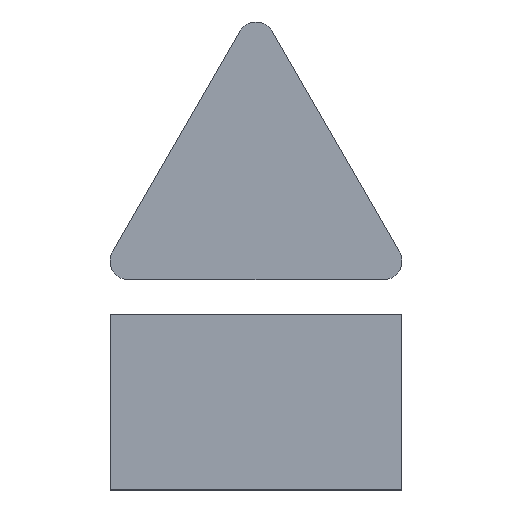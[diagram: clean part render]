
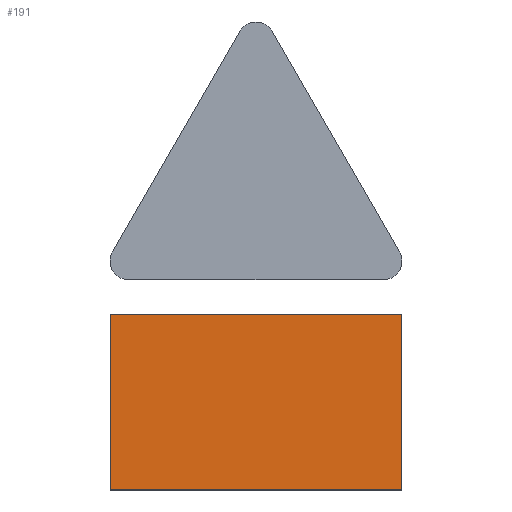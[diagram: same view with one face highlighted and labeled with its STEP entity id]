
A CAD part, top view. The second image highlights one B-rep face of the part: STEP entity #191.
In plain terms, the highlighted planar face has unit normal (0, 0, 1).
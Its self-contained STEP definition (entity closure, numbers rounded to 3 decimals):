
#183=AXIS2_PLACEMENT_3D('Plane Axis2P3D',#180,#181,#182) ;
#43=CARTESIAN_POINT('Vertex',(0.,15.,0.05)) ;
#57=CARTESIAN_POINT('Vertex',(0.,0.,0.05)) ;
#60=CARTESIAN_POINT('Line Origine',(0.,7.5,0.05)) ;
#96=CARTESIAN_POINT('Vertex',(25.,0.,0.05)) ;
#99=CARTESIAN_POINT('Line Origine',(12.5,0.,0.05)) ;
#128=CARTESIAN_POINT('Vertex',(25.,15.,0.05)) ;
#131=CARTESIAN_POINT('Line Origine',(25.,7.5,0.05)) ;
#154=CARTESIAN_POINT('Line Origine',(12.5,15.,0.05)) ;
#180=CARTESIAN_POINT('Axis2P3D Location',(12.5,25.893,0.05)) ;
#61=DIRECTION('Vector Direction',(0.,-1.,0.)) ;
#100=DIRECTION('Vector Direction',(-1.,0.,0.)) ;
#132=DIRECTION('Vector Direction',(0.,1.,0.)) ;
#155=DIRECTION('Vector Direction',(1.,0.,0.)) ;
#181=DIRECTION('Axis2P3D Direction',(0.,0.,1.)) ;
#182=DIRECTION('Axis2P3D XDirection',(1.,0.,0.)) ;
#62=VECTOR('Line Direction',#61,1.) ;
#101=VECTOR('Line Direction',#100,1.) ;
#133=VECTOR('Line Direction',#132,1.) ;
#156=VECTOR('Line Direction',#155,1.) ;
#186=ORIENTED_EDGE('',*,*,#64,.T.) ;
#187=ORIENTED_EDGE('',*,*,#103,.T.) ;
#188=ORIENTED_EDGE('',*,*,#135,.T.) ;
#189=ORIENTED_EDGE('',*,*,#158,.T.) ;
#191=ADVANCED_FACE('S3D positioniert',(#190),#184,.T.) ;
#64=EDGE_CURVE('',#44,#58,#63,.T.) ;
#103=EDGE_CURVE('',#58,#97,#102,.F.) ;
#135=EDGE_CURVE('',#97,#129,#134,.T.) ;
#158=EDGE_CURVE('',#129,#44,#157,.F.) ;
#185=EDGE_LOOP('',(#186,#187,#188,#189)) ;
#190=FACE_OUTER_BOUND('',#185,.T.) ;
#63=LINE('Line',#60,#62) ;
#102=LINE('Line',#99,#101) ;
#134=LINE('Line',#131,#133) ;
#157=LINE('Line',#154,#156) ;
#184=PLANE('',#183) ;
#44=VERTEX_POINT('',#43) ;
#58=VERTEX_POINT('',#57) ;
#97=VERTEX_POINT('',#96) ;
#129=VERTEX_POINT('',#128) ;
